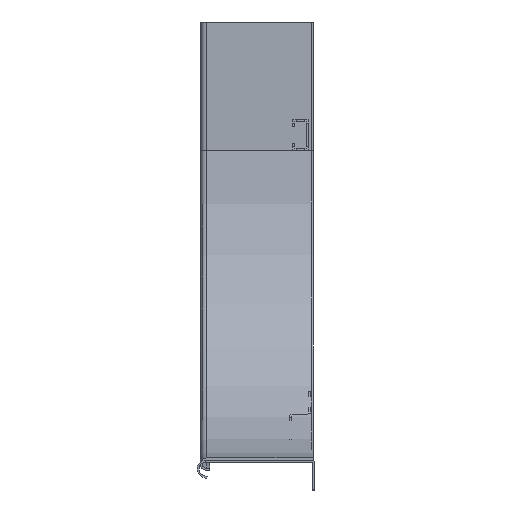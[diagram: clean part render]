
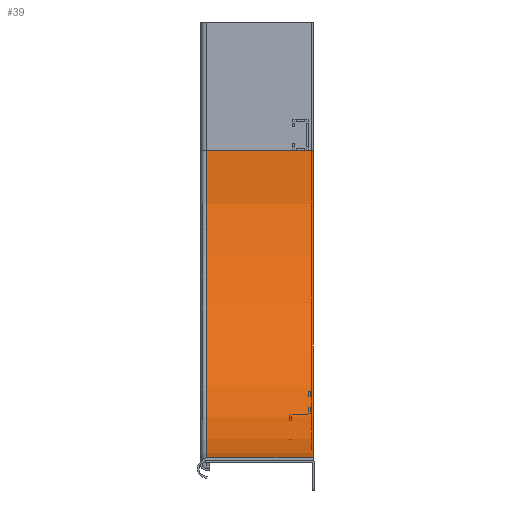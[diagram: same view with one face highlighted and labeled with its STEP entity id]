
A CAD part, left-side view. The second image highlights one B-rep face of the part: STEP entity #39.
In plain terms, the highlighted cylindrical face has radius 300 mm (diameter 600 mm), a partial arc.
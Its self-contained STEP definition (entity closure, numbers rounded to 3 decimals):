
#39 = ADVANCED_FACE ( 'NONE', ( #5614 ), #5137, .F. ) ;
#375 = VECTOR ( 'NONE', #17184, 1000. ) ;
#805 = CARTESIAN_POINT ( 'NONE',  ( 300., 0., -125. ) ) ;
#1292 = DIRECTION ( 'NONE',  ( 0., 0., -1. ) ) ;
#1900 = ORIENTED_EDGE ( 'NONE', *, *, #11749, .F. ) ;
#2313 = DIRECTION ( 'NONE',  ( 1., 0., 0. ) ) ;
#2371 = CARTESIAN_POINT ( 'NONE',  ( 0., 3., -125. ) ) ;
#3180 = LINE ( 'NONE', #8221, #18448 ) ;
#3527 = CARTESIAN_POINT ( 'NONE',  ( 0., 0., -125. ) ) ;
#3664 = VERTEX_POINT ( 'NONE', #6635 ) ;
#3780 = DIRECTION ( 'NONE',  ( 0., 1., 0. ) ) ;
#4234 = DIRECTION ( 'NONE',  ( 0., -1., 0. ) ) ;
#4332 = LINE ( 'NONE', #2371, #375 ) ;
#4337 = CARTESIAN_POINT ( 'NONE',  ( 300., 0., -425. ) ) ;
#4697 = VERTEX_POINT ( 'NONE', #4337 ) ;
#5137 = CYLINDRICAL_SURFACE ( 'NONE', #18859, 300. ) ;
#5614 = FACE_OUTER_BOUND ( 'NONE', #12463, .T. ) ;
#5677 = EDGE_CURVE ( 'NONE', #4697, #18178, #3180, .T. ) ;
#5769 = ORIENTED_EDGE ( 'NONE', *, *, #7286, .T. ) ;
#5772 = DIRECTION ( 'NONE',  ( 0., -1., 0. ) ) ;
#6027 = ORIENTED_EDGE ( 'NONE', *, *, #10579, .F. ) ;
#6635 = CARTESIAN_POINT ( 'NONE',  ( 0., 104., -125. ) ) ;
#7269 = CIRCLE ( 'NONE', #12673, 300. ) ;
#7286 = EDGE_CURVE ( 'NONE', #15150, #4697, #7269, .T. ) ;
#8130 = AXIS2_PLACEMENT_3D ( 'NONE', #13098, #4234, #14605 ) ;
#8221 = CARTESIAN_POINT ( 'NONE',  ( 300., 3., -425. ) ) ;
#10579 = EDGE_CURVE ( 'NONE', #15150, #3664, #4332, .T. ) ;
#11203 = DIRECTION ( 'NONE',  ( 0., -1., 0. ) ) ;
#11699 = CIRCLE ( 'NONE', #8130, 300. ) ;
#11749 = EDGE_CURVE ( 'NONE', #3664, #18178, #11699, .T. ) ;
#12463 = EDGE_LOOP ( 'NONE', ( #6027, #5769, #13909, #1900 ) ) ;
#12673 = AXIS2_PLACEMENT_3D ( 'NONE', #805, #11203, #2313 ) ;
#13098 = CARTESIAN_POINT ( 'NONE',  ( 300., 104., -125. ) ) ;
#13909 = ORIENTED_EDGE ( 'NONE', *, *, #5677, .T. ) ;
#14605 = DIRECTION ( 'NONE',  ( 0., 0., -1. ) ) ;
#15150 = VERTEX_POINT ( 'NONE', #3527 ) ;
#15874 = CARTESIAN_POINT ( 'NONE',  ( 300., 104., -425. ) ) ;
#17184 = DIRECTION ( 'NONE',  ( 0., 1., 0. ) ) ;
#18178 = VERTEX_POINT ( 'NONE', #15874 ) ;
#18448 = VECTOR ( 'NONE', #3780, 1000. ) ;
#18859 = AXIS2_PLACEMENT_3D ( 'NONE', #19049, #5772, #1292 ) ;
#19049 = CARTESIAN_POINT ( 'NONE',  ( 300., 0., -125. ) ) ;
